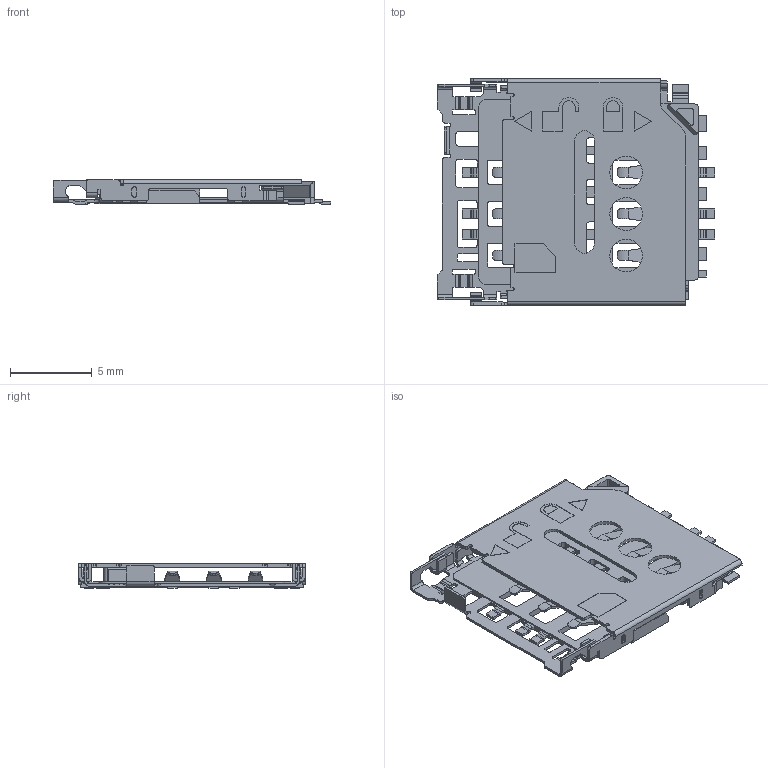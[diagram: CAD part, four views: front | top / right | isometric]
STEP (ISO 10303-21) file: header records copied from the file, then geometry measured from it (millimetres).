
FILE_DESCRIPTION(('STEP AP242'),'1');
FILE_NAME('78800-0001.stp','2020-11-06T10:36:08',('TraceParts'),('TraceParts S.A.'),'Spatial InterOp 3D',' ',' ');
FILE_SCHEMA(('AP242_MANAGED_MODEL_BASED_3D_ENGINEERING_MIM_LF {1 0 10303 442 1 1 4}'));
Length unit declared in the file: millimetre
Products named in the file (1): 78800-0001_1
Bounding box: 16.96 x 13.85 x 1.5 mm (x, y, z)
Volume: 89.7 mm3; surface area: 797.9 mm2
Topology: 1 solids, 1 shells, 878 faces, 2605 edges, 1734 vertices
Faces by surface type: plane 523, cylinder 355
Entity records: 29777 total; most frequent: CARTESIAN_POINT 5669, ORIENTED_EDGE 5210, DIRECTION 4907, EDGE_CURVE 2605, LINE 1873, VECTOR 1873, VERTEX_POINT 1734, AXIS2_PLACEMENT_3D 1517
